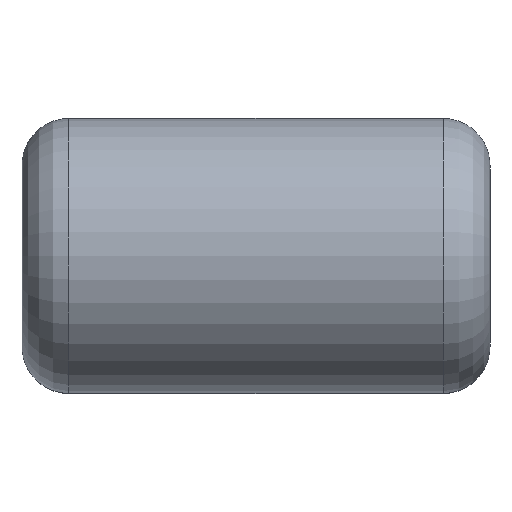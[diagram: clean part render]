
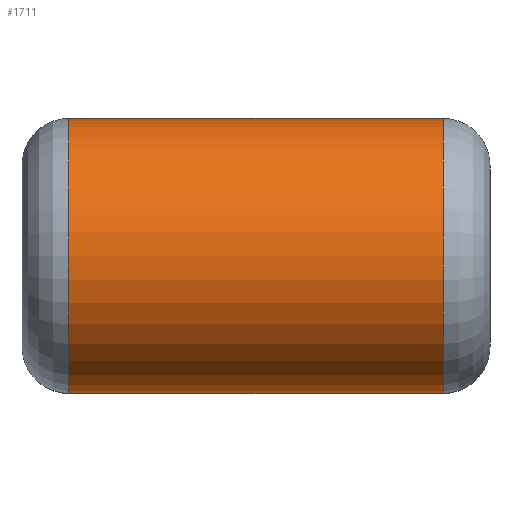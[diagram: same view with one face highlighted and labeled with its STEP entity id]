
A CAD part, top view. The second image highlights one B-rep face of the part: STEP entity #1711.
In plain terms, the highlighted cylindrical face has radius 3.7 mm (diameter 7.4 mm), a partial arc.
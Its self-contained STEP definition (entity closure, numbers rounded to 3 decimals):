
#1311=CARTESIAN_POINT('',(5.04,3.7,12.0));
#1312=VERTEX_POINT('',#1311);
#1361=CARTESIAN_POINT('',(-5.04,3.7,12.0));
#1362=VERTEX_POINT('',#1361);
#1480=CARTESIAN_POINT('',(5.04,-3.7,12.0));
#1481=VERTEX_POINT('',#1480);
#1553=CARTESIAN_POINT('',(-0.0,3.7,12.0));
#1554=DIRECTION('',(-1.0,0.0,0.0));
#1555=VECTOR('',#1554,1.0);
#1556=LINE('',#1553,#1555);
#1557=EDGE_CURVE('n� 72',#1312,#1362,#1556,.T.);
#1612=CARTESIAN_POINT('',(-5.04,-3.7,12.0));
#1613=VERTEX_POINT('',#1612);
#1637=CARTESIAN_POINT('',(0.0,-3.7,12.0));
#1638=DIRECTION('',(1.0,0.0,-0.0));
#1639=VECTOR('',#1638,1.0);
#1640=LINE('',#1637,#1639);
#1641=EDGE_CURVE('n� 10',#1613,#1481,#1640,.T.);
#1658=CARTESIAN_POINT('',(5.04,-0.0,12.0));
#1659=DIRECTION('',(-1.0,-0.0,-0.0));
#1660=DIRECTION('',(0.0,1.0,0.0));
#1661=AXIS2_PLACEMENT_3D('',#1658,#1659,#1660);
#1662=CIRCLE('',#1661,3.7);
#1663=EDGE_CURVE('n� 14',#1481,#1312,#1662,.T.);
#1678=CARTESIAN_POINT('',(-5.04,-0.0,12.0));
#1679=DIRECTION('',(1.0,0.0,0.0));
#1680=DIRECTION('',(0.0,1.0,0.0));
#1681=AXIS2_PLACEMENT_3D('',#1678,#1679,#1680);
#1682=CIRCLE('',#1681,3.7);
#1683=EDGE_CURVE('n� 21',#1362,#1613,#1682,.T.);
#1700=ORIENTED_EDGE('',*,*,#1663,.T.);
#1701=ORIENTED_EDGE('',*,*,#1557,.T.);
#1702=ORIENTED_EDGE('',*,*,#1683,.T.);
#1703=ORIENTED_EDGE('',*,*,#1641,.T.);
#1704=EDGE_LOOP('',(#1700,#1701,#1702,#1703));
#1705=FACE_OUTER_BOUND('',#1704,.T.);
#1706=CARTESIAN_POINT('',(0.0,-0.0,12.0));
#1707=DIRECTION('',(1.0,0.0,0.0));
#1708=DIRECTION('',(0.0,1.0,0.0));
#1709=AXIS2_PLACEMENT_3D('',#1706,#1707,#1708);
#1710=CYLINDRICAL_SURFACE('',#1709,3.7);
#1711=ADVANCED_FACE('n� 2',(#1705),#1710,.T.);
